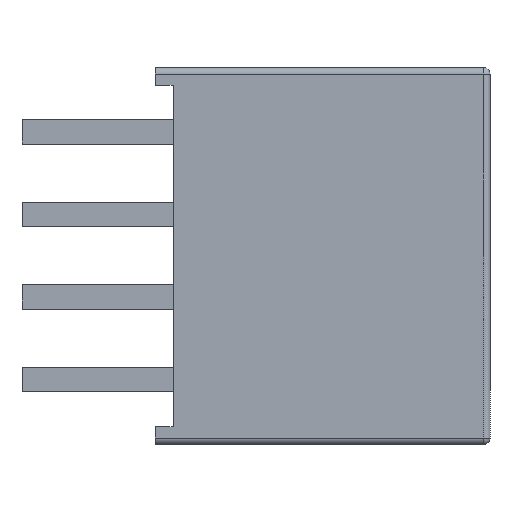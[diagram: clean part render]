
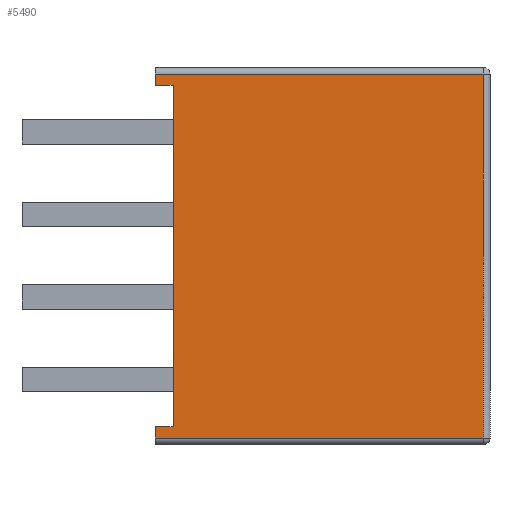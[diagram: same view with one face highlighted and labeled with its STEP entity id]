
A CAD part, left-side view. The second image highlights one B-rep face of the part: STEP entity #5490.
In plain terms, the highlighted planar face has unit normal (-1, 0, 0).
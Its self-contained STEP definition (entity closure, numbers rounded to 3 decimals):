
#22 = VERTEX_POINT('',#23);
#23 = CARTESIAN_POINT('',(-3.875,9.75,5.25));
#31 = EDGE_CURVE('',#32,#22,#34,.T.);
#32 = VERTEX_POINT('',#33);
#33 = CARTESIAN_POINT('',(-3.875,10.3,5.25));
#34 = LINE('',#35,#36);
#35 = CARTESIAN_POINT('',(-3.875,5.2,5.25));
#36 = VECTOR('',#37,1.);
#37 = DIRECTION('',(0.,-1.,0.));
#129 = VERTEX_POINT('',#130);
#130 = CARTESIAN_POINT('',(-3.875,0.2,5.6));
#188 = VERTEX_POINT('',#189);
#189 = CARTESIAN_POINT('',(-3.875,10.3,5.6));
#196 = EDGE_CURVE('',#188,#129,#197,.T.);
#197 = LINE('',#198,#199);
#198 = CARTESIAN_POINT('',(-3.875,0.,5.6));
#199 = VECTOR('',#200,1.);
#200 = DIRECTION('',(0.,-1.,0.));
#253 = VERTEX_POINT('',#254);
#254 = CARTESIAN_POINT('',(-3.875,0.2,-5.6));
#317 = EDGE_CURVE('',#129,#253,#318,.T.);
#318 = LINE('',#319,#320);
#319 = CARTESIAN_POINT('',(-3.875,0.2,2.9));
#320 = VECTOR('',#321,1.);
#321 = DIRECTION('',(0.,0.,-1.));
#332 = VERTEX_POINT('',#333);
#333 = CARTESIAN_POINT('',(-3.875,10.3,-5.6));
#349 = EDGE_CURVE('',#253,#332,#350,.T.);
#350 = LINE('',#351,#352);
#351 = CARTESIAN_POINT('',(-3.875,0.,-5.6));
#352 = VECTOR('',#353,1.);
#353 = DIRECTION('',(0.,1.,0.));
#476 = EDGE_CURVE('',#188,#32,#477,.T.);
#477 = LINE('',#478,#479);
#478 = CARTESIAN_POINT('',(-3.875,10.3,5.663));
#479 = VECTOR('',#480,1.);
#480 = DIRECTION('',(0.,0.,-1.));
#5408 = EDGE_CURVE('',#5409,#332,#5411,.T.);
#5409 = VERTEX_POINT('',#5410);
#5410 = CARTESIAN_POINT('',(-3.875,10.3,-5.25));
#5411 = LINE('',#5412,#5413);
#5412 = CARTESIAN_POINT('',(-3.875,10.3,0.138));
#5413 = VECTOR('',#5414,1.);
#5414 = DIRECTION('',(0.,0.,-1.));
#5456 = EDGE_CURVE('',#5457,#5409,#5459,.T.);
#5457 = VERTEX_POINT('',#5458);
#5458 = CARTESIAN_POINT('',(-3.875,9.75,-5.25));
#5459 = LINE('',#5460,#5461);
#5460 = CARTESIAN_POINT('',(-3.875,5.2,-5.25));
#5461 = VECTOR('',#5462,1.);
#5462 = DIRECTION('',(0.,1.,0.));
#5490 = ADVANCED_FACE('',(#5491),#5506,.T.);
#5491 = FACE_BOUND('',#5492,.T.);
#5492 = EDGE_LOOP('',(#5493,#5494,#5495,#5496,#5502,#5503,#5504,#5505));
#5493 = ORIENTED_EDGE('',*,*,#196,.F.);
#5494 = ORIENTED_EDGE('',*,*,#476,.T.);
#5495 = ORIENTED_EDGE('',*,*,#31,.T.);
#5496 = ORIENTED_EDGE('',*,*,#5497,.T.);
#5497 = EDGE_CURVE('',#22,#5457,#5498,.T.);
#5498 = LINE('',#5499,#5500);
#5499 = CARTESIAN_POINT('',(-3.875,9.75,2.9));
#5500 = VECTOR('',#5501,1.);
#5501 = DIRECTION('',(0.,0.,-1.));
#5502 = ORIENTED_EDGE('',*,*,#5456,.T.);
#5503 = ORIENTED_EDGE('',*,*,#5408,.T.);
#5504 = ORIENTED_EDGE('',*,*,#349,.F.);
#5505 = ORIENTED_EDGE('',*,*,#317,.F.);
#5506 = PLANE('',#5507);
#5507 = AXIS2_PLACEMENT_3D('',#5508,#5509,#5510);
#5508 = CARTESIAN_POINT('',(-3.875,0.,5.8));
#5509 = DIRECTION('',(-1.,0.,0.));
#5510 = DIRECTION('',(0.,0.,1.));
